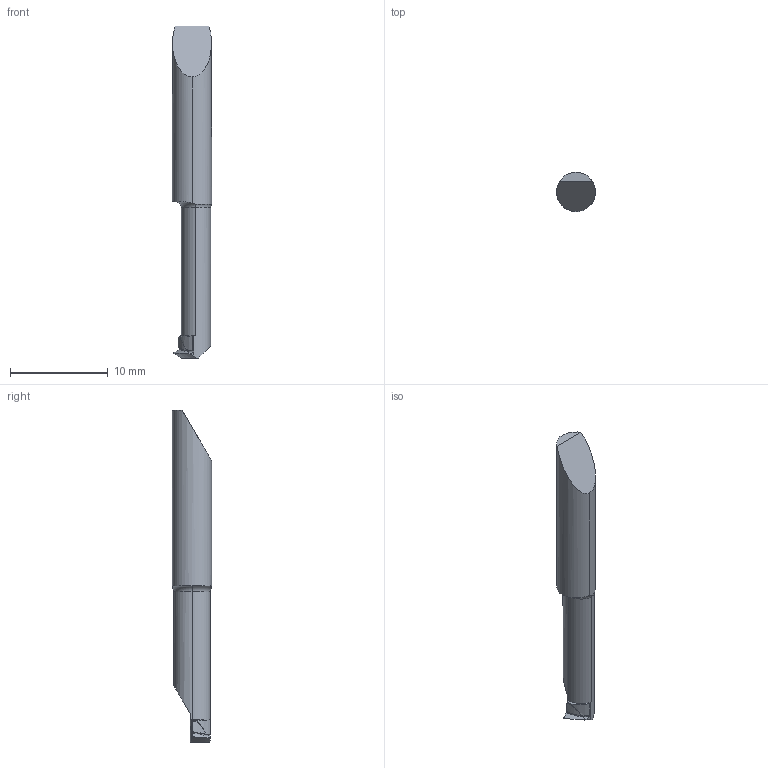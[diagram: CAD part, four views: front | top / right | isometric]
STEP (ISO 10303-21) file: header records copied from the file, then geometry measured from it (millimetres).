
FILE_DESCRIPTION(/* description */ (''),/* implementation_level */ '2;1');
FILE_NAME(/* name */ '1603862074157.stp',/* time_stamp */ '2020-10-28T10:44:41+05:00',/* author */ (''),/* organization */ ('SMS'),/* preprocessor_version */ 'ST-DEVELOPER v16.7',/* originating_system */ 'SIEMENS PLM Software NX 12.0',/* authorisation */ '');
FILE_SCHEMA (('AUTOMOTIVE_DESIGN { 1 0 10303 214 3 1 1 1 }'));
Length unit declared in the file: millimetre
Products named in the file (1): 203196379mod000_00
Bounding box: 4 x 4 x 34 mm (x, y, z)
Volume: 321.4 mm3; surface area: 394.4 mm2
Topology: 2 solids, 2 shells, 40 faces, 101 edges, 68 vertices
Faces by surface type: bspline 11, plane 11, cylinder 7, torus 6, cone 5
Entity records: 1481 total; most frequent: CARTESIAN_POINT 586, ORIENTED_EDGE 200, DIRECTION 127, EDGE_CURVE 100, VERTEX_POINT 64, B_SPLINE_CURVE_WITH_KNOTS 50, AXIS2_PLACEMENT_3D 49, ADVANCED_FACE 40
